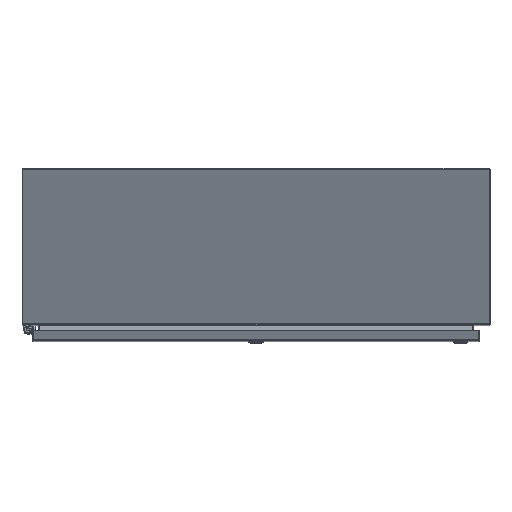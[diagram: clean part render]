
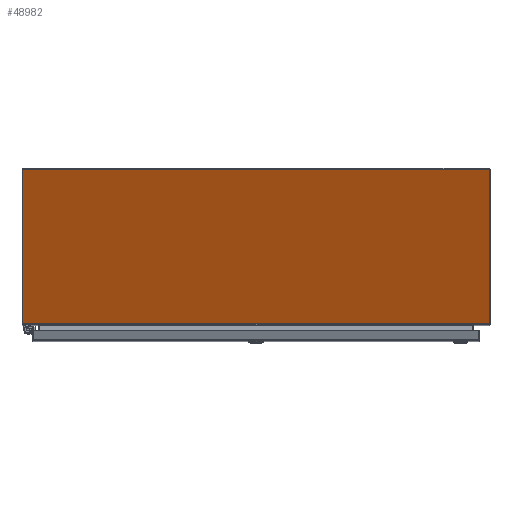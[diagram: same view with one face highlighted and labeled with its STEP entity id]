
A CAD part, top view. The second image highlights one B-rep face of the part: STEP entity #48982.
In plain terms, the highlighted planar face has unit normal (0, -0.423, 0.906).
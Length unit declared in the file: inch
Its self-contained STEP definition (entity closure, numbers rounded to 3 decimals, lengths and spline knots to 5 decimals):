
#12 = CARTESIAN_POINT ( 'NONE',  ( 17.92608, -11.93764, 27.23726 ) ) ;
#105 = ORIENTED_EDGE ( 'NONE', *, *, #93795, .T. ) ;
#3540 = ORIENTED_EDGE ( 'NONE', *, *, #78751, .T. ) ;
#4211 = DIRECTION ( 'NONE',  ( 0., -0.423, 0.906 ) ) ;
#5177 = VECTOR ( 'NONE', #75134, 39.37008 ) ;
#7277 = CARTESIAN_POINT ( 'NONE',  ( 17.964, -11.78568, 27.30812 ) ) ;
#8626 = AXIS2_PLACEMENT_3D ( 'NONE', #59162, #4211, #60719 ) ;
#10574 = EDGE_CURVE ( 'NONE', #28533, #43221, #77828, .T. ) ;
#13368 = LINE ( 'NONE', #68846, #5177 ) ;
#16748 = LINE ( 'NONE', #39511, #70353 ) ;
#21249 = CARTESIAN_POINT ( 'NONE',  ( -17.892, -0.101, 32.75677 ) ) ;
#21813 = VERTEX_POINT ( 'NONE', #7277 ) ;
#22800 = DIRECTION ( 'NONE',  ( 0., -0.906, -0.423 ) ) ;
#23195 = ORIENTED_EDGE ( 'NONE', *, *, #77301, .T. ) ;
#28533 = VERTEX_POINT ( 'NONE', #95627 ) ;
#28671 = CARTESIAN_POINT ( 'NONE',  ( 17.964, -0.101, 32.75677 ) ) ;
#28935 = CARTESIAN_POINT ( 'NONE',  ( -17.892, -0.101, 32.75677 ) ) ;
#31128 = DIRECTION ( 'NONE',  ( 1., 0., 0. ) ) ;
#33784 = VECTOR ( 'NONE', #62312, 39.37008 ) ;
#34041 = VERTEX_POINT ( 'NONE', #61951 ) ;
#35365 = PLANE ( 'NONE',  #8626 ) ;
#35377 = VECTOR ( 'NONE', #38205, 39.37008 ) ;
#37527 = EDGE_CURVE ( 'NONE', #21813, #75902, #102401, .T. ) ;
#37977 = CARTESIAN_POINT ( 'NONE',  ( 17.964, -0.101, 32.75677 ) ) ;
#38205 = DIRECTION ( 'NONE',  ( -1., 0., 0. ) ) ;
#39511 = CARTESIAN_POINT ( 'NONE',  ( 17.92608, -11.93764, 27.23726 ) ) ;
#43221 = VERTEX_POINT ( 'NONE', #72575 ) ;
#43398 = VECTOR ( 'NONE', #22800, 39.37008 ) ;
#43891 = VERTEX_POINT ( 'NONE', #12 ) ;
#48982 = ADVANCED_FACE ( 'NONE', ( #52929 ), #35365, .T. ) ;
#52929 = FACE_OUTER_BOUND ( 'NONE', #97304, .T. ) ;
#53387 = LINE ( 'NONE', #77349, #85282 ) ;
#59162 = CARTESIAN_POINT ( 'NONE',  ( -17.892, -0.101, 32.75677 ) ) ;
#59397 = ORIENTED_EDGE ( 'NONE', *, *, #37527, .T. ) ;
#60719 = DIRECTION ( 'NONE',  ( 0., -0.906, -0.423 ) ) ;
#61951 = CARTESIAN_POINT ( 'NONE',  ( -17.85408, -11.93764, 27.23726 ) ) ;
#62312 = DIRECTION ( 'NONE',  ( 0., 0.906, 0.423 ) ) ;
#68846 = CARTESIAN_POINT ( 'NONE',  ( -17.892, -11.78568, 27.30812 ) ) ;
#68899 = ORIENTED_EDGE ( 'NONE', *, *, #10574, .T. ) ;
#70353 = VECTOR ( 'NONE', #77960, 39.37008 ) ;
#72575 = CARTESIAN_POINT ( 'NONE',  ( -17.892, -11.78568, 27.30812 ) ) ;
#75134 = DIRECTION ( 'NONE',  ( 0.221, -0.884, -0.412 ) ) ;
#75902 = VERTEX_POINT ( 'NONE', #28671 ) ;
#77301 = EDGE_CURVE ( 'NONE', #43221, #34041, #13368, .T. ) ;
#77349 = CARTESIAN_POINT ( 'NONE',  ( -17.892, -11.93764, 27.23726 ) ) ;
#77828 = LINE ( 'NONE', #21249, #43398 ) ;
#77960 = DIRECTION ( 'NONE',  ( 0.221, 0.884, 0.412 ) ) ;
#78751 = EDGE_CURVE ( 'NONE', #34041, #43891, #53387, .T. ) ;
#83956 = LINE ( 'NONE', #28935, #35377 ) ;
#85282 = VECTOR ( 'NONE', #31128, 39.37008 ) ;
#90372 = ORIENTED_EDGE ( 'NONE', *, *, #93165, .T. ) ;
#93165 = EDGE_CURVE ( 'NONE', #75902, #28533, #83956, .T. ) ;
#93795 = EDGE_CURVE ( 'NONE', #43891, #21813, #16748, .T. ) ;
#95627 = CARTESIAN_POINT ( 'NONE',  ( -17.892, -0.101, 32.75677 ) ) ;
#97304 = EDGE_LOOP ( 'NONE', ( #68899, #23195, #3540, #105, #59397, #90372 ) ) ;
#102401 = LINE ( 'NONE', #37977, #33784 ) ;
